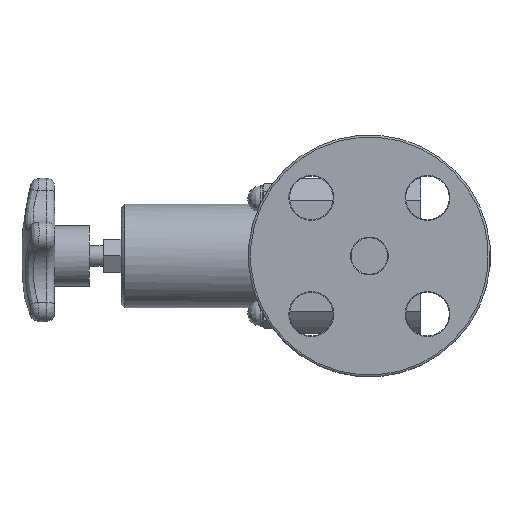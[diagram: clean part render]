
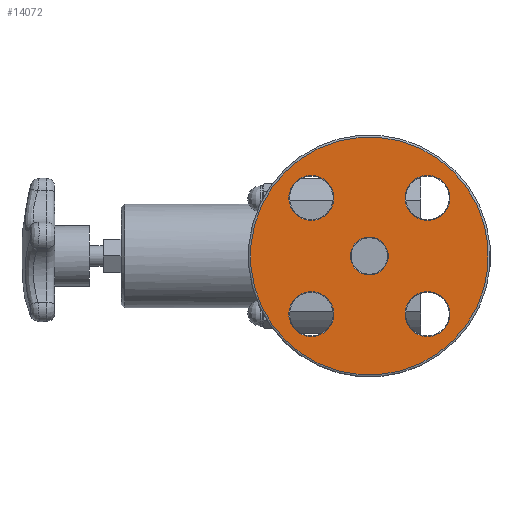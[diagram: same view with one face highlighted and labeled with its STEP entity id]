
A CAD part, left-side view. The second image highlights one B-rep face of the part: STEP entity #14072.
In plain terms, the highlighted planar face has unit normal (-1, 0, 0).
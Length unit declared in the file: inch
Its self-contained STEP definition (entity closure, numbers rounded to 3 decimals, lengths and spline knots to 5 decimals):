
#13966=CARTESIAN_POINT('',(-2.97,1.95622,1.21622));
#13967=VERTEX_POINT('',#13966);
#13968=CARTESIAN_POINT('',(-2.97,0.74,0.));
#13969=DIRECTION('',(1.0,0.,0.));
#13970=DIRECTION('',(0.,-0.707,-0.707));
#13971=AXIS2_PLACEMENT_3D('',#13968,#13969,#13970);
#13972=CIRCLE('',#13971,1.72);
#13973=EDGE_CURVE('',#13967,#13967,#13972,.T.);
#14009=CARTESIAN_POINT('',(-2.97,1.4517,0.7117));
#14010=DIRECTION('',(-1.0,0.0,0.0));
#14011=DIRECTION('',(0.0,-0.707,0.707));
#14012=AXIS2_PLACEMENT_3D('',#14009,#14010,#14011);
#14013=PLANE('',#14012);
#14014=ORIENTED_EDGE('',*,*,#13973,.F.);
#14015=EDGE_LOOP('',(#14014));
#14016=FACE_OUTER_BOUND('',#14015,.T.);
#14017=CARTESIAN_POINT('',(-2.97,0.13012,1.0695));
#14018=VERTEX_POINT('',#14017);
#14019=CARTESIAN_POINT('',(-2.97,-0.09969,0.83969));
#14020=DIRECTION('',(-1.,0.,0.));
#14021=DIRECTION('',(0.,-0.707,-0.707));
#14022=AXIS2_PLACEMENT_3D('',#14019,#14020,#14021);
#14023=CIRCLE('',#14022,0.325);
#14024=EDGE_CURVE('',#14018,#14018,#14023,.T.);
#14025=ORIENTED_EDGE('',*,*,#14024,.F.);
#14026=EDGE_LOOP('',(#14025));
#14027=FACE_BOUND('',#14026,.T.);
#14028=CARTESIAN_POINT('',(-2.97,-0.3295,-0.60988));
#14029=VERTEX_POINT('',#14028);
#14030=CARTESIAN_POINT('',(-2.97,-0.09969,-0.83969));
#14031=DIRECTION('',(-1.,0.,0.));
#14032=DIRECTION('',(0.,0.707,-0.707));
#14033=AXIS2_PLACEMENT_3D('',#14030,#14031,#14032);
#14034=CIRCLE('',#14033,0.325);
#14035=EDGE_CURVE('',#14029,#14029,#14034,.T.);
#14036=ORIENTED_EDGE('',*,*,#14035,.F.);
#14037=EDGE_LOOP('',(#14036));
#14038=FACE_BOUND('',#14037,.T.);
#14039=CARTESIAN_POINT('',(-2.97,1.34988,-1.0695));
#14040=VERTEX_POINT('',#14039);
#14041=CARTESIAN_POINT('',(-2.97,1.57969,-0.83969));
#14042=DIRECTION('',(-1.,0.,0.));
#14043=DIRECTION('',(0.,0.707,0.707));
#14044=AXIS2_PLACEMENT_3D('',#14041,#14042,#14043);
#14045=CIRCLE('',#14044,0.325);
#14046=EDGE_CURVE('',#14040,#14040,#14045,.T.);
#14047=ORIENTED_EDGE('',*,*,#14046,.F.);
#14048=EDGE_LOOP('',(#14047));
#14049=FACE_BOUND('',#14048,.T.);
#14050=CARTESIAN_POINT('',(-2.97,0.93304,0.19304));
#14051=VERTEX_POINT('',#14050);
#14052=CARTESIAN_POINT('',(-2.97,0.74,0.));
#14053=DIRECTION('',(-1.,0.,0.));
#14054=DIRECTION('',(0.,-0.707,-0.707));
#14055=AXIS2_PLACEMENT_3D('',#14052,#14053,#14054);
#14056=CIRCLE('',#14055,0.273);
#14057=EDGE_CURVE('',#14051,#14051,#14056,.T.);
#14058=ORIENTED_EDGE('',*,*,#14057,.F.);
#14059=EDGE_LOOP('',(#14058));
#14060=FACE_BOUND('',#14059,.T.);
#14061=CARTESIAN_POINT('',(-2.97,1.8095,0.60988));
#14062=VERTEX_POINT('',#14061);
#14063=CARTESIAN_POINT('',(-2.97,1.57969,0.83969));
#14064=DIRECTION('',(-1.,0.,0.));
#14065=DIRECTION('',(0.,-0.707,0.707));
#14066=AXIS2_PLACEMENT_3D('',#14063,#14064,#14065);
#14067=CIRCLE('',#14066,0.325);
#14068=EDGE_CURVE('',#14062,#14062,#14067,.T.);
#14069=ORIENTED_EDGE('',*,*,#14068,.F.);
#14070=EDGE_LOOP('',(#14069));
#14071=FACE_BOUND('',#14070,.T.);
#14072=ADVANCED_FACE('',(#14016,#14027,#14038,#14049,#14060,#14071),#14013,.T.);
